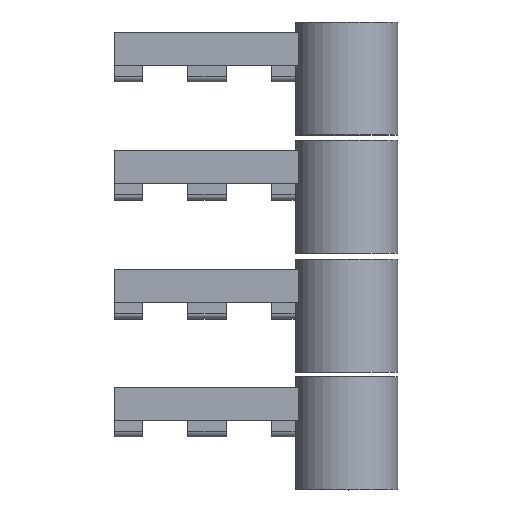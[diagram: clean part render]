
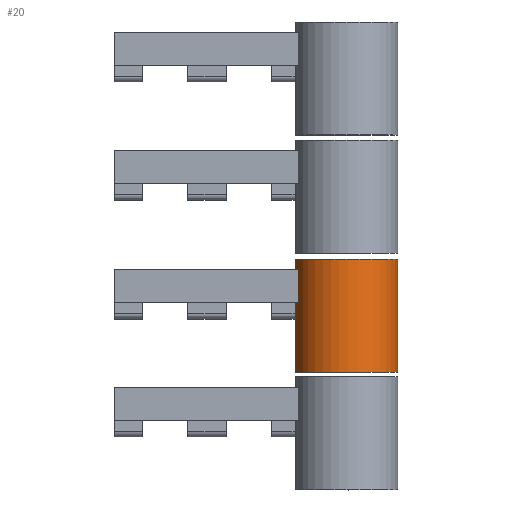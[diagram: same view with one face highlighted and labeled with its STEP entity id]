
A CAD part, top view. The second image highlights one B-rep face of the part: STEP entity #20.
In plain terms, the highlighted cylindrical face has radius 4.95 mm (diameter 9.9 mm), a partial arc.
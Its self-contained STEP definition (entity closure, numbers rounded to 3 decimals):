
#20 = ADVANCED_FACE ( 'NONE', ( #1255 ), #1687, .T. ) ;
#51 = VERTEX_POINT ( 'NONE', #172 ) ;
#99 = ORIENTED_EDGE ( 'NONE', *, *, #924, .F. ) ;
#104 = AXIS2_PLACEMENT_3D ( 'NONE', #795, #1616, #810 ) ;
#172 = CARTESIAN_POINT ( 'NONE',  ( 0., 0., -4.95 ) ) ;
#307 = VECTOR ( 'NONE', #1173, 1000. ) ;
#347 = ORIENTED_EDGE ( 'NONE', *, *, #2033, .F. ) ;
#366 = CARTESIAN_POINT ( 'NONE',  ( 0., 10.75, 0. ) ) ;
#422 = CARTESIAN_POINT ( 'NONE',  ( 0., 0., 0. ) ) ;
#486 = VECTOR ( 'NONE', #2046, 1000. ) ;
#525 = DIRECTION ( 'NONE',  ( 0., 1., 0. ) ) ;
#579 = CIRCLE ( 'NONE', #1932, 4.95 ) ;
#669 = CARTESIAN_POINT ( 'NONE',  ( 1.25, 10.75, 4.79 ) ) ;
#706 = AXIS2_PLACEMENT_3D ( 'NONE', #366, #525, #1021 ) ;
#766 = VERTEX_POINT ( 'NONE', #1603 ) ;
#795 = CARTESIAN_POINT ( 'NONE',  ( 0., 10.75, 0. ) ) ;
#810 = DIRECTION ( 'NONE',  ( 0., 0., -1. ) ) ;
#830 = ORIENTED_EDGE ( 'NONE', *, *, #1784, .T. ) ;
#873 = EDGE_CURVE ( 'NONE', #1317, #1701, #1987, .T. ) ;
#891 = DIRECTION ( 'NONE',  ( 0., 0., 1. ) ) ;
#924 = EDGE_CURVE ( 'NONE', #1701, #766, #1176, .T. ) ;
#1021 = DIRECTION ( 'NONE',  ( 0., 0., 1. ) ) ;
#1173 = DIRECTION ( 'NONE',  ( 0., 1., 0. ) ) ;
#1176 = CIRCLE ( 'NONE', #706, 4.95 ) ;
#1255 = FACE_OUTER_BOUND ( 'NONE', #1646, .T. ) ;
#1317 = VERTEX_POINT ( 'NONE', #1601 ) ;
#1349 = CARTESIAN_POINT ( 'NONE',  ( 1.25, 10.75, 4.79 ) ) ;
#1527 = LINE ( 'NONE', #1874, #486 ) ;
#1601 = CARTESIAN_POINT ( 'NONE',  ( 1.25, 0., 4.79 ) ) ;
#1603 = CARTESIAN_POINT ( 'NONE',  ( 0., 10.75, -4.95 ) ) ;
#1616 = DIRECTION ( 'NONE',  ( 0., -1., 0. ) ) ;
#1646 = EDGE_LOOP ( 'NONE', ( #347, #99, #1973, #830 ) ) ;
#1687 = CYLINDRICAL_SURFACE ( 'NONE', #104, 4.95 ) ;
#1701 = VERTEX_POINT ( 'NONE', #1349 ) ;
#1784 = EDGE_CURVE ( 'NONE', #1317, #51, #579, .T. ) ;
#1867 = DIRECTION ( 'NONE',  ( 0., 1., 0. ) ) ;
#1874 = CARTESIAN_POINT ( 'NONE',  ( 0., 10.75, -4.95 ) ) ;
#1932 = AXIS2_PLACEMENT_3D ( 'NONE', #422, #1867, #891 ) ;
#1973 = ORIENTED_EDGE ( 'NONE', *, *, #873, .F. ) ;
#1987 = LINE ( 'NONE', #669, #307 ) ;
#2033 = EDGE_CURVE ( 'NONE', #766, #51, #1527, .T. ) ;
#2046 = DIRECTION ( 'NONE',  ( 0., -1., 0. ) ) ;
